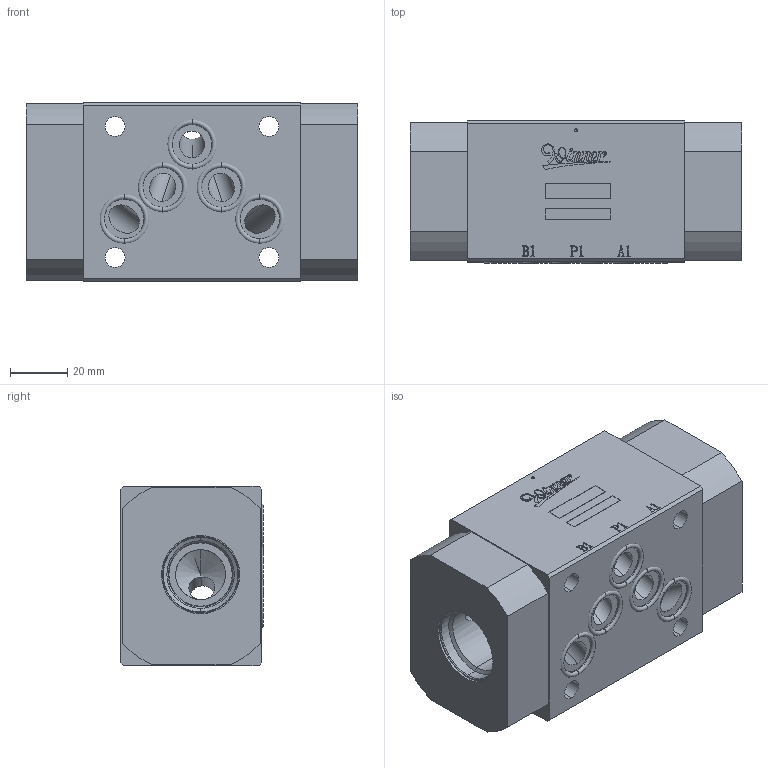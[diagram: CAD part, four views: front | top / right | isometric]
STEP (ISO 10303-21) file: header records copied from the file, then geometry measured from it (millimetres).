
FILE_DESCRIPTION (( 'STEP AP203' ), '1' );
FILE_NAME ('MH05BDT-5A2-5A2-Z01.STEP', '2025-01-10T01:21:02', ( 'user' ), ( '' ), 'SwSTEP 2.0', 'SolidWorks 2018', '' );
FILE_SCHEMA (( 'CONFIG_CONTROL_DESIGN' ));
Length unit declared in the file: millimetre
Products named in the file (3): MH05BDT-5A2-5A2-Z01; 4KAA014AA001_13.90; 6EC05060BDTXXN001
Assembly tree (6 placements, depth 2):
  MH05BDT-5A2-5A2-Z01
    4KAA014AA001_13.90  x5
    6EC05060BDTXXN001
Bounding box: 116.2 x 49.98 x 63 mm (x, y, z)
Volume: 280300.9 mm3; surface area: 53106.4 mm2
Topology: 6 solids, 6 shells, 509 faces, 1404 edges, 910 vertices
Faces by surface type: cylinder 230, plane 164, bspline 49, cone 42, torus 24
Entity records: 18652 total; most frequent: CARTESIAN_POINT 5824, ORIENTED_EDGE 2724, DIRECTION 2474, EDGE_CURVE 1362, VERTEX_POINT 894, AXIS2_PLACEMENT_3D 888, VECTOR 698, LINE 698
